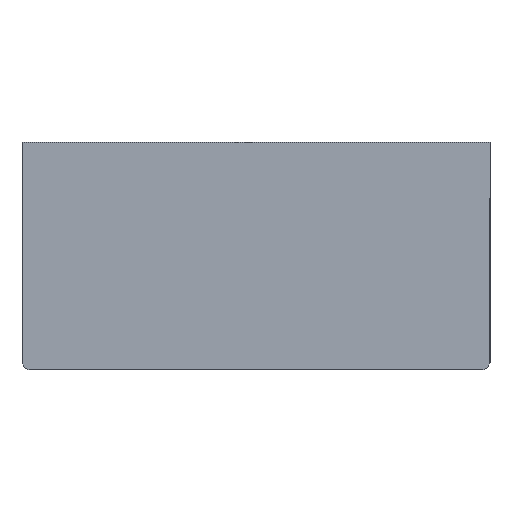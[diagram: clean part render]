
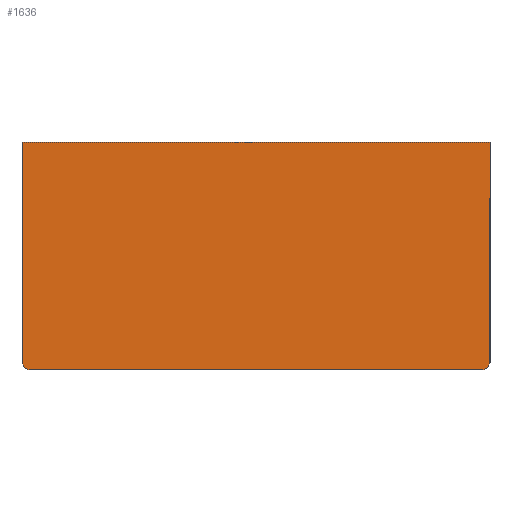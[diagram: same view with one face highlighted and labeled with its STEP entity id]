
A CAD part, left-side view. The second image highlights one B-rep face of the part: STEP entity #1636.
In plain terms, the highlighted planar face has unit normal (-1, 0, 0).
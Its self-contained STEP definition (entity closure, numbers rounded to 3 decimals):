
#1251=CARTESIAN_POINT('',(0.,-50.,48.601));
#1252=VERTEX_POINT('',#1251);
#1259=CARTESIAN_POINT('',(0.0,-50.,1.501));
#1260=VERTEX_POINT('',#1259);
#1261=CARTESIAN_POINT('',(0.,-50.,48.601));
#1262=DIRECTION('',(0.0,0.0,-1.0));
#1263=VECTOR('',#1262,47.1);
#1264=LINE('',#1261,#1263);
#1265=EDGE_CURVE('',#1252,#1260,#1264,.T.);
#1314=CARTESIAN_POINT('',(0.0,-49.561,0.439));
#1315=VERTEX_POINT('',#1314);
#1316=CARTESIAN_POINT('',(0.,-50.,1.501));
#1317=DIRECTION('',(0.,0.383,-0.924));
#1318=VECTOR('',#1317,1.149);
#1319=LINE('',#1316,#1318);
#1320=EDGE_CURVE('',#1260,#1315,#1319,.T.);
#1362=CARTESIAN_POINT('',(0.0,-48.5,0.0));
#1363=VERTEX_POINT('',#1362);
#1364=CARTESIAN_POINT('',(0.,-49.561,0.439));
#1365=DIRECTION('',(0.,0.924,-0.383));
#1366=VECTOR('',#1365,1.148);
#1367=LINE('',#1364,#1366);
#1368=EDGE_CURVE('',#1315,#1363,#1367,.T.);
#1440=CARTESIAN_POINT('',(0.0,50.,1.501));
#1441=VERTEX_POINT('',#1440);
#1448=CARTESIAN_POINT('',(0.,50.,48.601));
#1449=VERTEX_POINT('',#1448);
#1450=CARTESIAN_POINT('',(0.,50.,1.501));
#1451=DIRECTION('',(0.0,0.0,1.0));
#1452=VECTOR('',#1451,47.1);
#1453=LINE('',#1450,#1452);
#1454=EDGE_CURVE('',#1441,#1449,#1453,.T.);
#1495=CARTESIAN_POINT('',(0.0,49.561,0.439));
#1496=VERTEX_POINT('',#1495);
#1503=CARTESIAN_POINT('',(0.,49.561,0.439));
#1504=DIRECTION('',(0.,0.383,0.924));
#1505=VECTOR('',#1504,1.149);
#1506=LINE('',#1503,#1505);
#1507=EDGE_CURVE('',#1496,#1441,#1506,.T.);
#1522=CARTESIAN_POINT('',(0.0,48.5,0.0));
#1523=VERTEX_POINT('',#1522);
#1524=CARTESIAN_POINT('',(0.0,-48.5,0.0));
#1525=DIRECTION('',(0.0,1.0,0.0));
#1526=VECTOR('',#1525,97.);
#1527=LINE('',#1524,#1526);
#1528=EDGE_CURVE('',#1363,#1523,#1527,.T.);
#1581=CARTESIAN_POINT('',(0.,48.5,0.0));
#1582=DIRECTION('',(0.,0.924,0.383));
#1583=VECTOR('',#1582,1.148);
#1584=LINE('',#1581,#1583);
#1585=EDGE_CURVE('',#1523,#1496,#1584,.T.);
#1609=CARTESIAN_POINT('',(0.,50.,48.601));
#1610=DIRECTION('',(0.0,-1.0,0.0));
#1611=VECTOR('',#1610,100.);
#1612=LINE('',#1609,#1611);
#1613=EDGE_CURVE('',#1449,#1252,#1612,.T.);
#1621=CARTESIAN_POINT('',(0.,0.0,24.418));
#1622=DIRECTION('',(-1.0,0.0,0.0));
#1623=DIRECTION('',(0.0,0.0,1.0));
#1624=AXIS2_PLACEMENT_3D('',#1621,#1622,#1623);
#1625=PLANE('',#1624);
#1626=ORIENTED_EDGE('',*,*,#1528,.F.);
#1627=ORIENTED_EDGE('',*,*,#1368,.F.);
#1628=ORIENTED_EDGE('',*,*,#1320,.F.);
#1629=ORIENTED_EDGE('',*,*,#1265,.F.);
#1630=ORIENTED_EDGE('',*,*,#1613,.F.);
#1631=ORIENTED_EDGE('',*,*,#1454,.F.);
#1632=ORIENTED_EDGE('',*,*,#1507,.F.);
#1633=ORIENTED_EDGE('',*,*,#1585,.F.);
#1634=EDGE_LOOP('',(#1626,#1627,#1628,#1629,#1630,#1631,#1632,#1633));
#1635=FACE_OUTER_BOUND('',#1634,.T.);
#1636=ADVANCED_FACE('',(#1635),#1625,.T.);
